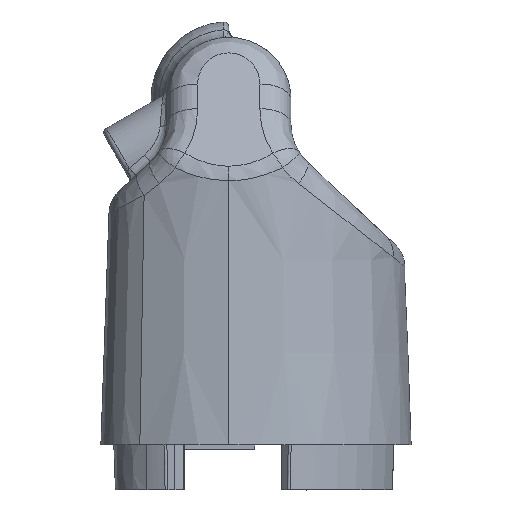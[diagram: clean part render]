
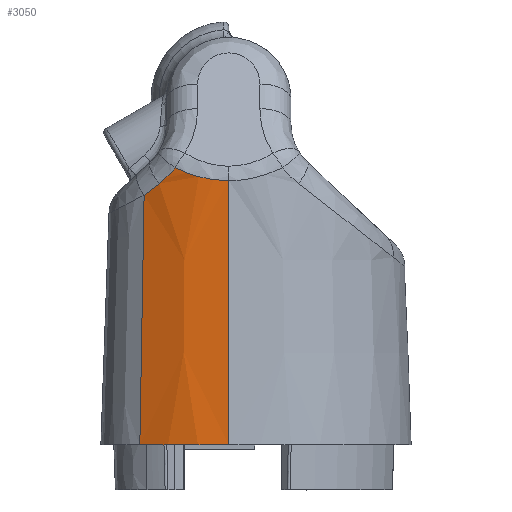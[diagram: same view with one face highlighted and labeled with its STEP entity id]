
A CAD part, left-side view. The second image highlights one B-rep face of the part: STEP entity #3050.
In plain terms, the highlighted conical face has half-angle 2 degrees and reference radius 35 mm.
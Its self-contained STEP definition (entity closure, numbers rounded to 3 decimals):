
#448 = CIRCLE ( 'NONE', #5547, 35.187 ) ;
#1446 = EDGE_CURVE ( 'NONE', #8258, #14678, #19535, .T. ) ;
#1477 = CARTESIAN_POINT ( 'NONE',  ( -33.396, 0.904, -15.641 ) ) ;
#1539 = CARTESIAN_POINT ( 'NONE',  ( -31.069, 12.304, -15.324 ) ) ;
#1592 = CARTESIAN_POINT ( 'NONE',  ( -31.663, 10.371, -13.153 ) ) ;
#1671 = CARTESIAN_POINT ( 'NONE',  ( -31.663, 10.371, -13.153 ) ) ;
#2681 = EDGE_CURVE ( 'NONE', #16311, #14678, #17470, .T. ) ;
#3050 = ADVANCED_FACE ( 'NONE', ( #17184 ), #9544, .T. ) ;
#3302 = CARTESIAN_POINT ( 'NONE',  ( -30.553, 17.073, -61.307 ) ) ;
#3450 = CARTESIAN_POINT ( 'NONE',  ( -33.357, 1.811, -15.586 ) ) ;
#3587 = VECTOR ( 'NONE', #16651, 1000. ) ;
#4504 = ORIENTED_EDGE ( 'NONE', *, *, #10477, .F. ) ;
#4562 = EDGE_CURVE ( 'NONE', #23131, #16311, #23441, .T. ) ;
#5018 = CARTESIAN_POINT ( 'NONE',  ( -29.751, 15.389, -17.716 ) ) ;
#5259 = VERTEX_POINT ( 'NONE', #19322 ) ;
#5396 = CARTESIAN_POINT ( 'NONE',  ( -31.799, 9.978, -13.348 ) ) ;
#5547 = AXIS2_PLACEMENT_3D ( 'NONE', #10953, #7383, #12774 ) ;
#5826 = DIRECTION ( 'NONE',  ( 1., 0., 0. ) ) ;
#5893 = EDGE_LOOP ( 'NONE', ( #23184, #12679, #8965, #16894, #16302, #4504 ) ) ;
#6745 = CARTESIAN_POINT ( 'NONE',  ( -33.328, 2.268, -15.543 ) ) ;
#7348 = CARTESIAN_POINT ( 'NONE',  ( 0., 0., -61.307 ) ) ;
#7383 = DIRECTION ( 'NONE',  ( 0., 0., -1. ) ) ;
#8258 = VERTEX_POINT ( 'NONE', #20797 ) ;
#8653 = EDGE_CURVE ( 'NONE', #5259, #23131, #20266, .T. ) ;
#8722 = CARTESIAN_POINT ( 'NONE',  ( -33.095, 4.516, -15.209 ) ) ;
#8845 = LINE ( 'NONE', #12490, #3587 ) ;
#8965 = ORIENTED_EDGE ( 'NONE', *, *, #4562, .T. ) ;
#9089 = CARTESIAN_POINT ( 'NONE',  ( -33.406, 0.451, -15.655 ) ) ;
#9544 = CONICAL_SURFACE ( 'NONE', #12277, 35., 0.035 ) ;
#10477 = EDGE_CURVE ( 'NONE', #18992, #8258, #448, .T. ) ;
#10565 = CARTESIAN_POINT ( 'NONE',  ( -33.406, 0., -15.655 ) ) ;
#10828 = CARTESIAN_POINT ( 'NONE',  ( -33.211, 3.629, -15.375 ) ) ;
#10953 = CARTESIAN_POINT ( 'NONE',  ( 0., 0., -66.657 ) ) ;
#11307 = CARTESIAN_POINT ( 'NONE',  ( -35.187, 0., -66.657 ) ) ;
#12277 = AXIS2_PLACEMENT_3D ( 'NONE', #7348, #22255, #5826 ) ;
#12490 = CARTESIAN_POINT ( 'NONE',  ( -35., 0., -61.307 ) ) ;
#12493 = CARTESIAN_POINT ( 'NONE',  ( -29.247, 16.343, -18.456 ) ) ;
#12630 = CARTESIAN_POINT ( 'NONE',  ( -31.928, 9.58, -13.533 ) ) ;
#12679 = ORIENTED_EDGE ( 'NONE', *, *, #8653, .T. ) ;
#12774 = DIRECTION ( 'NONE',  ( -1., 0., 0. ) ) ;
#13080 = CARTESIAN_POINT ( 'NONE',  ( -31.411, 11.271, -14.315 ) ) ;
#14678 = VERTEX_POINT ( 'NONE', #19670 ) ;
#14699 = CARTESIAN_POINT ( 'NONE',  ( -30.203, 14.42, -16.964 ) ) ;
#14775 = CARTESIAN_POINT ( 'NONE',  ( -30.606, 13.436, -16.201 ) ) ;
#15190 = CARTESIAN_POINT ( 'NONE',  ( -31.663, 10.371, -13.153 ) ) ;
#16302 = ORIENTED_EDGE ( 'NONE', *, *, #1446, .F. ) ;
#16311 = VERTEX_POINT ( 'NONE', #20360 ) ;
#16651 = DIRECTION ( 'NONE',  ( -0.035, 0., -0.999 ) ) ;
#16894 = ORIENTED_EDGE ( 'NONE', *, *, #2681, .T. ) ;
#17184 = FACE_OUTER_BOUND ( 'NONE', #5893, .T. ) ;
#17470 = B_SPLINE_CURVE_WITH_KNOTS ( 'NONE', 3,
 ( #18115, #14699, #5018, #12493 ),
 .UNSPECIFIED., .F., .F.,
 ( 4, 4 ),
 ( 0., 0.004 ),
 .UNSPECIFIED. ) ;
#18115 = CARTESIAN_POINT ( 'NONE',  ( -30.606, 13.436, -16.201 ) ) ;
#18116 = CARTESIAN_POINT ( 'NONE',  ( -32.289, 8.356, -14.051 ) ) ;
#18213 = DIRECTION ( 'NONE',  ( 0.03, -0.017, 0.999 ) ) ;
#18244 = CARTESIAN_POINT ( 'NONE',  ( -32.612, 7.105, -14.515 ) ) ;
#18992 = VERTEX_POINT ( 'NONE', #11307 ) ;
#19201 = EDGE_CURVE ( 'NONE', #5259, #18992, #8845, .T. ) ;
#19322 = CARTESIAN_POINT ( 'NONE',  ( -33.406, 0., -15.655 ) ) ;
#19535 = LINE ( 'NONE', #3302, #20787 ) ;
#19670 = CARTESIAN_POINT ( 'NONE',  ( -29.247, 16.343, -18.456 ) ) ;
#20266 = B_SPLINE_CURVE_WITH_KNOTS ( 'NONE', 3,
 ( #10565, #9089, #1477, #3450, #6745, #10828, #8722, #22170, #18244, #18116, #23513, #12630, #5396, #1592 ),
 .UNSPECIFIED., .F., .F.,
 ( 4, 2, 2, 2, 2, 2, 4 ),
 ( 0.011, 0.012, 0.014, 0.016, 0.019, 0.02, 0.022 ),
 .UNSPECIFIED. ) ;
#20360 = CARTESIAN_POINT ( 'NONE',  ( -30.606, 13.436, -16.201 ) ) ;
#20787 = VECTOR ( 'NONE', #18213, 1000. ) ;
#20797 = CARTESIAN_POINT ( 'NONE',  ( -30.716, 17.164, -66.657 ) ) ;
#22170 = CARTESIAN_POINT ( 'NONE',  ( -32.796, 6.254, -14.779 ) ) ;
#22255 = DIRECTION ( 'NONE',  ( 0., 0., -1. ) ) ;
#23131 = VERTEX_POINT ( 'NONE', #15190 ) ;
#23184 = ORIENTED_EDGE ( 'NONE', *, *, #19201, .F. ) ;
#23441 = B_SPLINE_CURVE_WITH_KNOTS ( 'NONE', 3,
 ( #1671, #13080, #1539, #14775 ),
 .UNSPECIFIED., .F., .F.,
 ( 4, 4 ),
 ( 0.002, 0.006 ),
 .UNSPECIFIED. ) ;
#23513 = CARTESIAN_POINT ( 'NONE',  ( -32.173, 8.769, -13.885 ) ) ;
